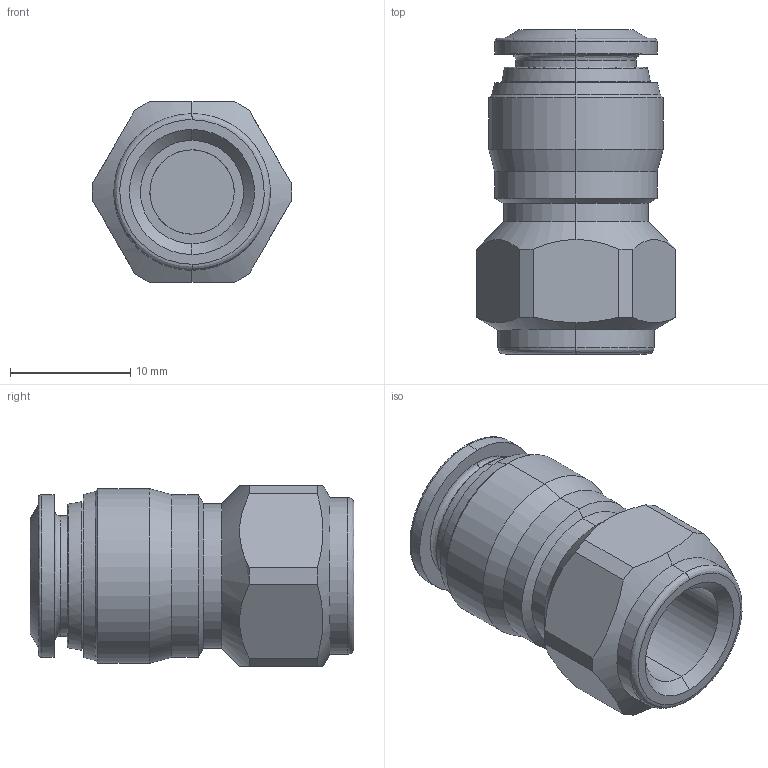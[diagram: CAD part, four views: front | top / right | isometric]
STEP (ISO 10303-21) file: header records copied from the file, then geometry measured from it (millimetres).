
FILE_DESCRIPTION (( 'STEP AP214' ), '1' );
FILE_NAME ('PCF08-G01_ME.STEP', '2018-09-06T09:35:26', ( '' ), ( '' ), 'SwSTEP 2.0', 'SolidWorks 2018', '' );
FILE_SCHEMA (( 'AUTOMOTIVE_DESIGN' ));
Length unit declared in the file: millimetre
Products named in the file (1): PCF08-G01_ME
Bounding box: 16.55 x 26.9 x 15 mm (x, y, z)
Volume: 3331.5 mm3; surface area: 2049.7 mm2
Topology: 1 solids, 1 shells, 82 faces, 192 edges, 115 vertices
Faces by surface type: bspline 82
Entity records: 3226 total; most frequent: CARTESIAN_POINT 2106, ORIENTED_EDGE 380, EDGE_CURVE 190, VERTEX_POINT 115, B_SPLINE_CURVE_WITH_KNOTS 110, EDGE_LOOP 91, ADVANCED_FACE 82, FACE_OUTER_BOUND 82
